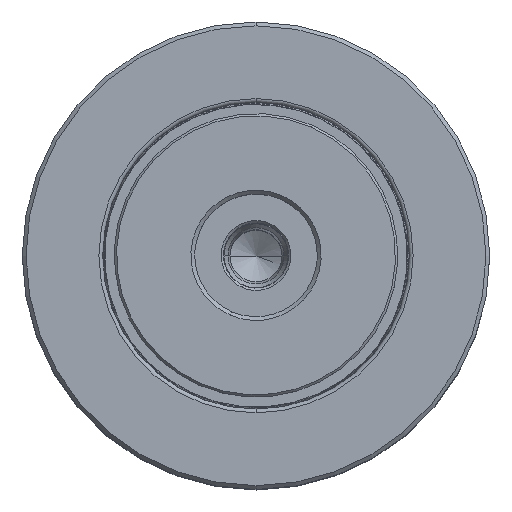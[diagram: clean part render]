
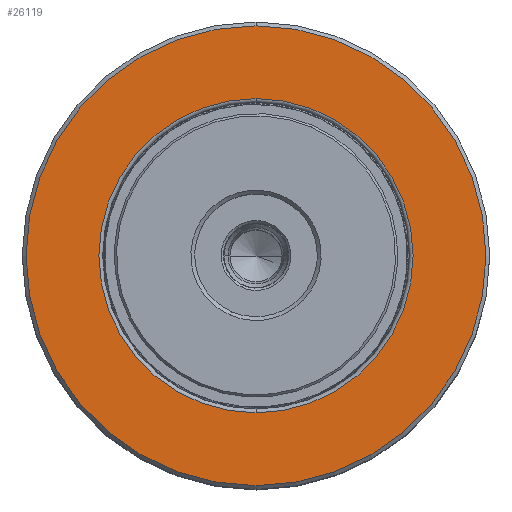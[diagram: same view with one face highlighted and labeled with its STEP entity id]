
A CAD part, top view. The second image highlights one B-rep face of the part: STEP entity #26119.
In plain terms, the highlighted face is planar.
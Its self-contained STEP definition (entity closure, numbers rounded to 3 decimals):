
#3485 = ORIENTED_EDGE ( 'NONE', *, *, #41683, .T. ) ;
#4772 = CARTESIAN_POINT ( 'NONE',  ( 0., 33.687, 0. ) ) ;
#5212 = ORIENTED_EDGE ( 'NONE', *, *, #51795, .F. ) ;
#10341 = CARTESIAN_POINT ( 'NONE',  ( 0., 33.687, 0. ) ) ;
#10547 = CIRCLE ( 'NONE', #23826, 20.5 ) ;
#12184 = CARTESIAN_POINT ( 'NONE',  ( 0., 33.687, -20.5 ) ) ;
#14022 = ORIENTED_EDGE ( 'NONE', *, *, #20727, .T. ) ;
#15131 = DIRECTION ( 'NONE',  ( 0., 0., 1. ) ) ;
#15138 = AXIS2_PLACEMENT_3D ( 'NONE', #49779, #21292, #54572 ) ;
#18559 = DIRECTION ( 'NONE',  ( 0., -1., 0. ) ) ;
#18809 = CARTESIAN_POINT ( 'NONE',  ( 0., 33.687, 20.5 ) ) ;
#20488 = CARTESIAN_POINT ( 'NONE',  ( 0., 33.687, -30. ) ) ;
#20727 = EDGE_CURVE ( 'NONE', #49922, #24225, #10547, .T. ) ;
#21292 = DIRECTION ( 'NONE',  ( 0., -1., 0. ) ) ;
#23826 = AXIS2_PLACEMENT_3D ( 'NONE', #4772, #18559, #28942 ) ;
#24225 = VERTEX_POINT ( 'NONE', #12184 ) ;
#24321 = DIRECTION ( 'NONE',  ( 0., 0., -1. ) ) ;
#24522 = DIRECTION ( 'NONE',  ( 0., 0., -1. ) ) ;
#25717 = CARTESIAN_POINT ( 'NONE',  ( 0., 33.687, 30. ) ) ;
#26020 = CIRCLE ( 'NONE', #15138, 30. ) ;
#26119 = ADVANCED_FACE ( 'NONE', ( #55866, #29759 ), #43669, .T. ) ;
#26359 = VERTEX_POINT ( 'NONE', #20488 ) ;
#27511 = EDGE_LOOP ( 'NONE', ( #3485, #14022 ) ) ;
#27900 = EDGE_CURVE ( 'NONE', #57603, #26359, #26020, .T. ) ;
#28557 = AXIS2_PLACEMENT_3D ( 'NONE', #10341, #52819, #24321 ) ;
#28942 = DIRECTION ( 'NONE',  ( 0., 0., -1. ) ) ;
#29759 = FACE_OUTER_BOUND ( 'NONE', #45637, .T. ) ;
#31854 = AXIS2_PLACEMENT_3D ( 'NONE', #53655, #38677, #15131 ) ;
#32315 = AXIS2_PLACEMENT_3D ( 'NONE', #48860, #58019, #24522 ) ;
#38677 = DIRECTION ( 'NONE',  ( 0., 1., 0. ) ) ;
#41683 = EDGE_CURVE ( 'NONE', #24225, #49922, #53311, .T. ) ;
#43669 = PLANE ( 'NONE',  #31854 ) ;
#45637 = EDGE_LOOP ( 'NONE', ( #5212, #54009 ) ) ;
#47095 = CIRCLE ( 'NONE', #32315, 30. ) ;
#48860 = CARTESIAN_POINT ( 'NONE',  ( 0., 33.687, 0. ) ) ;
#49779 = CARTESIAN_POINT ( 'NONE',  ( 0., 33.687, 0. ) ) ;
#49922 = VERTEX_POINT ( 'NONE', #18809 ) ;
#51795 = EDGE_CURVE ( 'NONE', #26359, #57603, #47095, .T. ) ;
#52819 = DIRECTION ( 'NONE',  ( 0., -1., 0. ) ) ;
#53311 = CIRCLE ( 'NONE', #28557, 20.5 ) ;
#53655 = CARTESIAN_POINT ( 'NONE',  ( 30., 33.687, 0. ) ) ;
#54009 = ORIENTED_EDGE ( 'NONE', *, *, #27900, .F. ) ;
#54572 = DIRECTION ( 'NONE',  ( 0., 0., -1. ) ) ;
#55866 = FACE_BOUND ( 'NONE', #27511, .T. ) ;
#57603 = VERTEX_POINT ( 'NONE', #25717 ) ;
#58019 = DIRECTION ( 'NONE',  ( 0., -1., 0. ) ) ;
